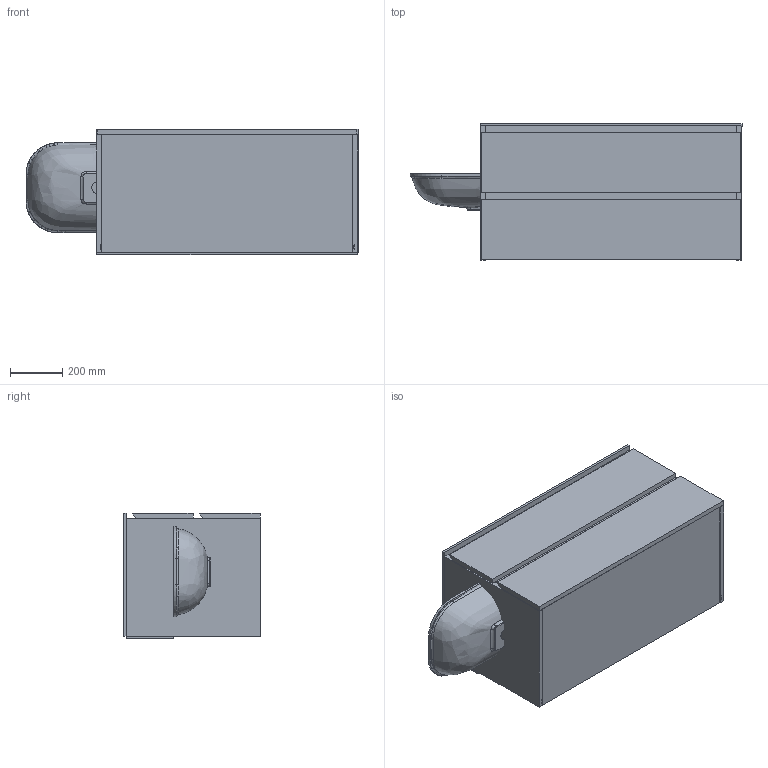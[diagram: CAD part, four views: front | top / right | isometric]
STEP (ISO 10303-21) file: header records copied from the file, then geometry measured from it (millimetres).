
FILE_DESCRIPTION (( 'STEP AP214' ), '1' );
FILE_NAME ('WP1000500-2AUSÜCU-47.STEP', '2020-08-20T12:37:01', ( 'User' ), ( '' ), 'SwSTEP 2.0', 'SolidWorks 2019', '' );
FILE_SCHEMA (( 'AUTOMOTIVE_DESIGN' ));
Length unit declared in the file: millimetre
Products named in the file (5): WP1000500-2AUSÜCU-47; WP 1000500-2AUSÜCU-47_us_Spanweiá lackiert<Wie bearbeitet>; WP 1000500-2AUSÜCU-47_us; WP 1000500-2AUSÜCU-47_wt_Mit Hahnloch ohne šberlauf; WP 1000500-2AUSÜCU-47_wt
Assembly tree (2 placements, depth 2):
  WP1000500-2AUSÜCU-47
    WP 1000500-2AUSÜCU-47_us_Spanweiá lackiert<Wie bearbeitet>
    WP 1000500-2AUSÜCU-47_wt_Mit Hahnloch ohne šberlauf
  WP 1000500-2AUSÜCU-47_us
  WP 1000500-2AUSÜCU-47_wt
Bounding box: 1268.18 x 520 x 478 mm (x, y, z)
Volume: 57960648.9 mm3; surface area: 7844923.3 mm2
Topology: 25 solids, 25 shells, 346 faces, 870 edges, 576 vertices
Faces by surface type: plane 224, bspline 62, cylinder 58, cone 2
Entity records: 29970 total; most frequent: CARTESIAN_POINT 21637, ORIENTED_EDGE 1740, DIRECTION 1474, EDGE_CURVE 870, VERTEX_POINT 576, VECTOR 542, LINE 542, AXIS2_PLACEMENT_3D 466
